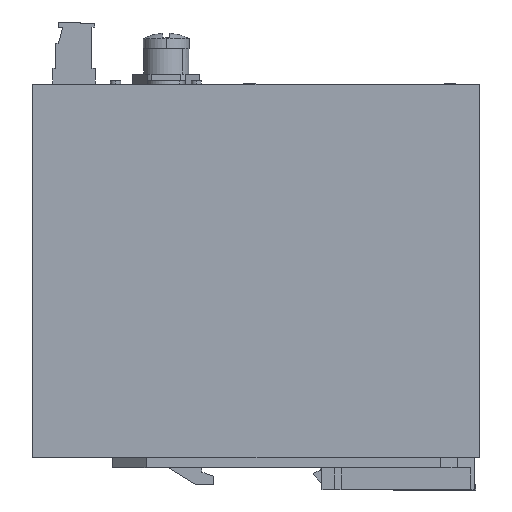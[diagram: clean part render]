
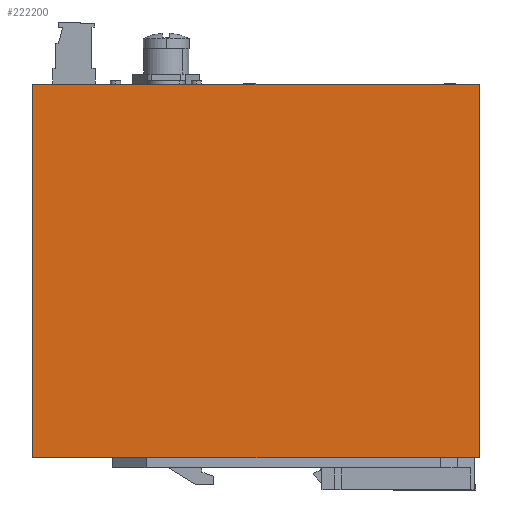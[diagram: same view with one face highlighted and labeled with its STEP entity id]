
A CAD part, left-side view. The second image highlights one B-rep face of the part: STEP entity #222200.
In plain terms, the highlighted face is planar.
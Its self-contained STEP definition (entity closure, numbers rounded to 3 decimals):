
#36100=CARTESIAN_POINT('',(66.542,-11.788,
81.502));
#36110=VERTEX_POINT('',#36100);
#36280=CARTESIAN_POINT('',(66.542,-11.788,
-28.848));
#36290=VERTEX_POINT('',#36280);
#36320=CARTESIAN_POINT('',(66.542,-11.788,
25.352));
#36330=DIRECTION('',(0.,0.,1.));
#36340=VECTOR('',#36330,1.);
#36350=LINE('',#36320,#36340);
#36360=EDGE_CURVE('',#36290,#36110,#36350,.T.);
#72530=CARTESIAN_POINT('',(-65.458,-11.788,
25.352));
#72540=DIRECTION('',(0.,0.,-1.));
#72550=VECTOR('',#72540,1.);
#72560=LINE('',#72530,#72550);
#72570=CARTESIAN_POINT('',(-65.458,-11.788,
81.502));
#72580=VERTEX_POINT('',#72570);
#72590=CARTESIAN_POINT('',(-65.458,-11.788,
-28.848));
#72600=VERTEX_POINT('',#72590);
#72610=EDGE_CURVE('',#72580,#72600,#72560,.T.);
#221990=CARTESIAN_POINT('',(-65.458,-11.788,
122.778));
#222000=DIRECTION('',(0.,1.,0.));
#222010=DIRECTION('',(0.,0.,-1.));
#222020=AXIS2_PLACEMENT_3D('',#221990,#222000,#222010);
#222030=PLANE('',#222020);
#222040=ORIENTED_EDGE('',*,*,#36360,.T.);
#222050=CARTESIAN_POINT('',(66.542,-11.788,
-28.848));
#222060=DIRECTION('',(1.,0.,0.));
#222070=VECTOR('',#222060,1.);
#222080=LINE('',#222050,#222070);
#222090=EDGE_CURVE('',#72600,#36290,#222080,.T.);
#222100=ORIENTED_EDGE('',*,*,#222090,.T.);
#222110=ORIENTED_EDGE('',*,*,#72610,.T.);
#222120=CARTESIAN_POINT('',(66.542,-11.788,
81.502));
#222130=DIRECTION('',(1.,0.,0.));
#222140=VECTOR('',#222130,1.);
#222150=LINE('',#222120,#222140);
#222160=EDGE_CURVE('',#72580,#36110,#222150,.T.);
#222170=ORIENTED_EDGE('',*,*,#222160,.F.);
#222180=EDGE_LOOP('',(#222170,#222110,#222100,#222040));
#222190=FACE_OUTER_BOUND('',#222180,.T.);
#222200=ADVANCED_FACE('',(#222190),#222030,.F.);
